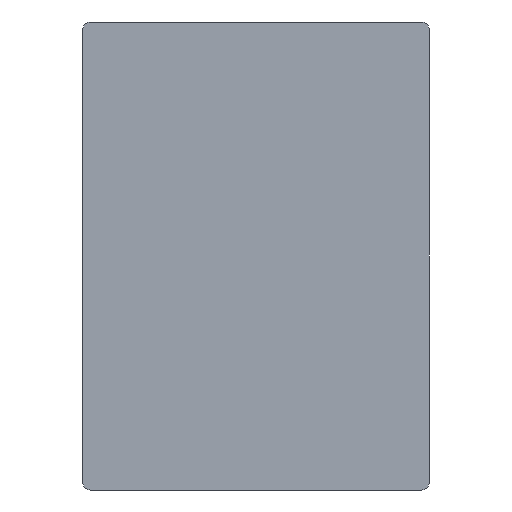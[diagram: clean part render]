
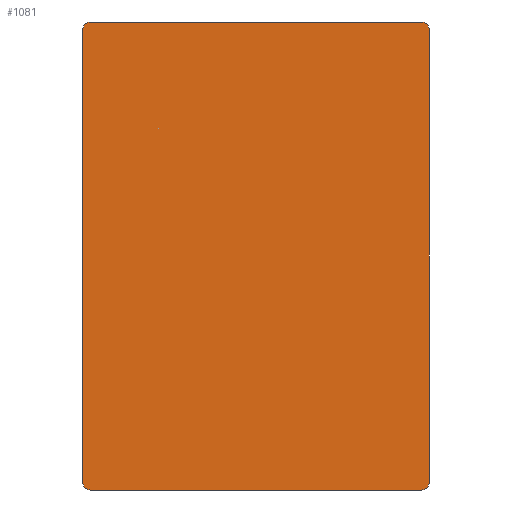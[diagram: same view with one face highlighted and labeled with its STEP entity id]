
A CAD part, front view. The second image highlights one B-rep face of the part: STEP entity #1081.
In plain terms, the highlighted planar face has unit normal (0, -1, 0).
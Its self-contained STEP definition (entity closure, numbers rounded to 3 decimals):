
#50=PLANE('',#1198);
#105=FACE_OUTER_BOUND('',#180,.T.);
#180=EDGE_LOOP('',(#851,#852,#853,#854,#855,#856,#857,#858));
#252=LINE('',#1668,#354);
#288=LINE('',#1768,#390);
#290=LINE('',#1772,#392);
#291=LINE('',#1776,#393);
#354=VECTOR('',#1337,10.);
#390=VECTOR('',#1423,10.);
#392=VECTOR('',#1427,10.);
#393=VECTOR('',#1430,10.);
#458=CIRCLE('',#1196,2.);
#459=CIRCLE('',#1199,2.);
#460=CIRCLE('',#1200,2.);
#461=CIRCLE('',#1201,2.);
#501=VERTEX_POINT('',#1664);
#503=VERTEX_POINT('',#1667);
#540=VERTEX_POINT('',#1761);
#541=VERTEX_POINT('',#1763);
#542=VERTEX_POINT('',#1767);
#543=VERTEX_POINT('',#1771);
#544=VERTEX_POINT('',#1773);
#545=VERTEX_POINT('',#1775);
#610=EDGE_CURVE('',#503,#501,#252,.T.);
#658=EDGE_CURVE('',#540,#541,#458,.T.);
#660=EDGE_CURVE('',#542,#541,#288,.T.);
#662=EDGE_CURVE('',#540,#543,#290,.T.);
#663=EDGE_CURVE('',#544,#543,#459,.T.);
#664=EDGE_CURVE('',#544,#545,#291,.T.);
#665=EDGE_CURVE('',#503,#545,#460,.T.);
#666=EDGE_CURVE('',#542,#501,#461,.T.);
#851=ORIENTED_EDGE('',*,*,#658,.F.);
#852=ORIENTED_EDGE('',*,*,#662,.T.);
#853=ORIENTED_EDGE('',*,*,#663,.F.);
#854=ORIENTED_EDGE('',*,*,#664,.T.);
#855=ORIENTED_EDGE('',*,*,#665,.F.);
#856=ORIENTED_EDGE('',*,*,#610,.T.);
#857=ORIENTED_EDGE('',*,*,#666,.F.);
#858=ORIENTED_EDGE('',*,*,#660,.T.);
#1081=ADVANCED_FACE('',(#105),#50,.T.);
#1196=AXIS2_PLACEMENT_3D('',#1764,#1418,#1419);
#1198=AXIS2_PLACEMENT_3D('',#1770,#1425,#1426);
#1199=AXIS2_PLACEMENT_3D('',#1774,#1428,#1429);
#1200=AXIS2_PLACEMENT_3D('',#1777,#1431,#1432);
#1201=AXIS2_PLACEMENT_3D('',#1778,#1433,#1434);
#1337=DIRECTION('',(-1.,0.,0.));
#1418=DIRECTION('center_axis',(0.,1.,0.));
#1419=DIRECTION('ref_axis',(-0.707,0.,-0.707));
#1423=DIRECTION('',(0.,0.,-1.));
#1425=DIRECTION('center_axis',(0.,-1.,0.));
#1426=DIRECTION('ref_axis',(0.,0.,-1.));
#1427=DIRECTION('',(1.,0.,0.));
#1428=DIRECTION('center_axis',(0.,1.,0.));
#1429=DIRECTION('ref_axis',(0.707,0.,-0.707));
#1430=DIRECTION('',(0.,0.,1.));
#1431=DIRECTION('center_axis',(0.,1.,0.));
#1432=DIRECTION('ref_axis',(0.707,0.,0.707));
#1433=DIRECTION('center_axis',(0.,1.,0.));
#1434=DIRECTION('ref_axis',(-0.707,0.,0.707));
#1664=CARTESIAN_POINT('',(-86.,-3.,3.));
#1667=CARTESIAN_POINT('',(1.,-3.,3.));
#1668=CARTESIAN_POINT('',(3.,-3.,3.));
#1761=CARTESIAN_POINT('',(-86.,-3.,-120.));
#1763=CARTESIAN_POINT('',(-88.,-3.,-118.));
#1764=CARTESIAN_POINT('Origin',(-86.,-3.,-118.));
#1767=CARTESIAN_POINT('',(-88.,-3.,1.));
#1768=CARTESIAN_POINT('',(-88.,-3.,3.));
#1770=CARTESIAN_POINT('Origin',(-42.5,-3.,-58.5));
#1771=CARTESIAN_POINT('',(1.,-3.,-120.));
#1772=CARTESIAN_POINT('',(-88.,-3.,-120.));
#1773=CARTESIAN_POINT('',(3.,-3.,-118.));
#1774=CARTESIAN_POINT('Origin',(1.,-3.,-118.));
#1775=CARTESIAN_POINT('',(3.,-3.,1.));
#1776=CARTESIAN_POINT('',(3.,-3.,-120.));
#1777=CARTESIAN_POINT('Origin',(1.,-3.,1.));
#1778=CARTESIAN_POINT('Origin',(-86.,-3.,1.));
